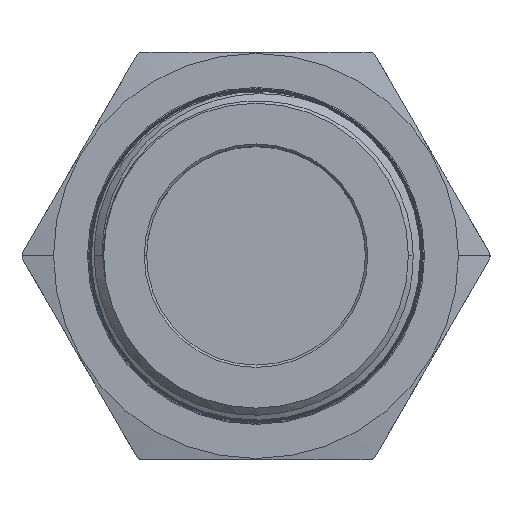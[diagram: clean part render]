
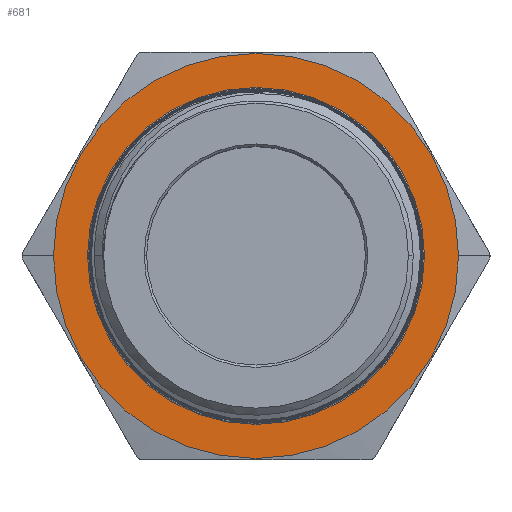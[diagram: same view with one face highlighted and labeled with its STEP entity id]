
A CAD part, top view. The second image highlights one B-rep face of the part: STEP entity #681.
In plain terms, the highlighted planar face has unit normal (0, 0, 1).
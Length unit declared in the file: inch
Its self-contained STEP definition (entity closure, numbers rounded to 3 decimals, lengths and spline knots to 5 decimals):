
#681 = ADVANCED_FACE ( 'NONE', ( #2569, #2571 ), #774, .T. ) ;
#771 = DIRECTION ( 'NONE',  ( 0., 0., 1. ) ) ;
#772 = CARTESIAN_POINT ( 'NONE',  ( -1.01036, -1.75, 0.42 ) ) ;
#774 = PLANE ( 'NONE',  #3128 ) ;
#776 = DIRECTION ( 'NONE',  ( 1., 0., 0. ) ) ;
#1072 = ORIENTED_EDGE ( 'NONE', *, *, #2627, .T. ) ;
#1073 = ORIENTED_EDGE ( 'NONE', *, *, #3049, .F. ) ;
#1076 = ORIENTED_EDGE ( 'NONE', *, *, #2688, .T. ) ;
#1080 = ORIENTED_EDGE ( 'NONE', *, *, #2628, .F. ) ;
#2001 = VERTEX_POINT ( 'NONE', #4107 ) ;
#2014 = VERTEX_POINT ( 'NONE', #4120 ) ;
#2015 = VERTEX_POINT ( 'NONE', #4121 ) ;
#2132 = EDGE_LOOP ( 'NONE', ( #1073, #1080 ) ) ;
#2136 = EDGE_LOOP ( 'NONE', ( #1076, #1072 ) ) ;
#2169 = VERTEX_POINT ( 'NONE', #4181 ) ;
#2569 = FACE_BOUND ( 'NONE', #2136, .T. ) ;
#2571 = FACE_OUTER_BOUND ( 'NONE', #2132, .T. ) ;
#2627 = EDGE_CURVE ( 'NONE', #2001, #2015, #3274, .T. ) ;
#2628 = EDGE_CURVE ( 'NONE', #2169, #2014, #3275, .T. ) ;
#2688 = EDGE_CURVE ( 'NONE', #2015, #2001, #3349, .T. ) ;
#3049 = EDGE_CURVE ( 'NONE', #2014, #2169, #3369, .T. ) ;
#3128 = AXIS2_PLACEMENT_3D ( 'NONE', #772, #771, #776 ) ;
#3274 = CIRCLE ( 'NONE', #3437, 1.4475 ) ;
#3275 = CIRCLE ( 'NONE', #3438, 1.74 ) ;
#3349 = CIRCLE ( 'NONE', #3468, 1.4475 ) ;
#3369 = CIRCLE ( 'NONE', #3481, 1.74 ) ;
#3437 = AXIS2_PLACEMENT_3D ( 'NONE', #4393, #4394, #4395 ) ;
#3438 = AXIS2_PLACEMENT_3D ( 'NONE', #4396, #4397, #4398 ) ;
#3468 = AXIS2_PLACEMENT_3D ( 'NONE', #5551, #5552, #5553 ) ;
#3481 = AXIS2_PLACEMENT_3D ( 'NONE', #5629, #5630, #5631 ) ;
#4107 = CARTESIAN_POINT ( 'NONE',  ( -1.4475, 0., 0.42 ) ) ;
#4120 = CARTESIAN_POINT ( 'NONE',  ( -1.74, 0., 0.42 ) ) ;
#4121 = CARTESIAN_POINT ( 'NONE',  ( 1.4475, 0., 0.42 ) ) ;
#4181 = CARTESIAN_POINT ( 'NONE',  ( 1.74, 0., 0.42 ) ) ;
#4393 = CARTESIAN_POINT ( 'NONE',  ( 0., 0., 0.42 ) ) ;
#4394 = DIRECTION ( 'NONE',  ( 0., 0., -1. ) ) ;
#4395 = DIRECTION ( 'NONE',  ( 1., 0., 0. ) ) ;
#4396 = CARTESIAN_POINT ( 'NONE',  ( 0., 0., 0.42 ) ) ;
#4397 = DIRECTION ( 'NONE',  ( 0., 0., -1. ) ) ;
#4398 = DIRECTION ( 'NONE',  ( -1., 0., 0. ) ) ;
#5551 = CARTESIAN_POINT ( 'NONE',  ( 0., 0., 0.42 ) ) ;
#5552 = DIRECTION ( 'NONE',  ( 0., 0., -1. ) ) ;
#5553 = DIRECTION ( 'NONE',  ( 1., 0., 0. ) ) ;
#5629 = CARTESIAN_POINT ( 'NONE',  ( 0., 0., 0.42 ) ) ;
#5630 = DIRECTION ( 'NONE',  ( 0., 0., -1. ) ) ;
#5631 = DIRECTION ( 'NONE',  ( -1., 0., 0. ) ) ;
